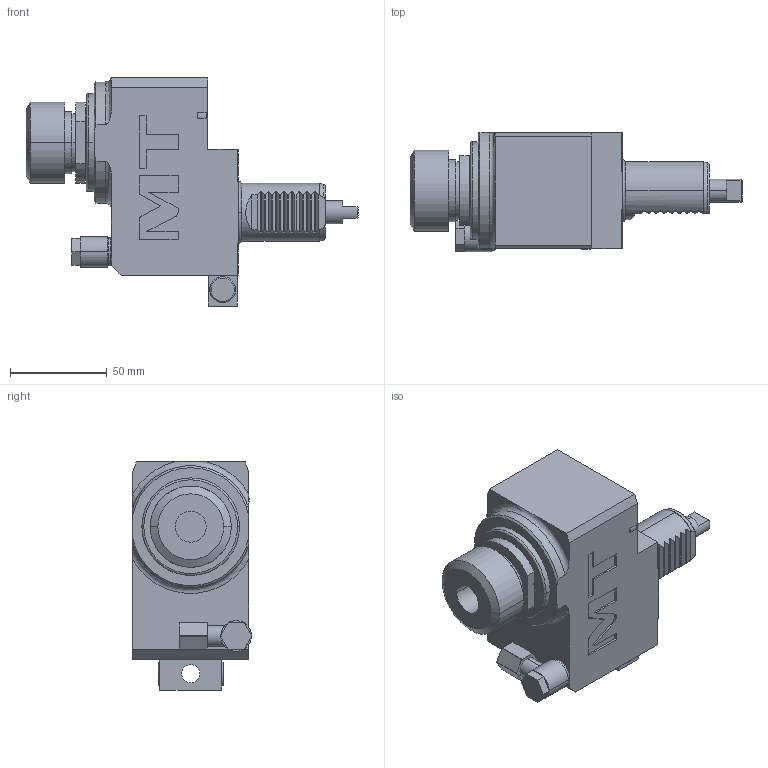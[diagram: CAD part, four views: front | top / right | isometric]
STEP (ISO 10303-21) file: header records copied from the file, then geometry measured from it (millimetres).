
FILE_DESCRIPTION((''),'2;1');
FILE_NAME('DUP0271325_CONF','2023-10-11T15:16:41',('gvalli'),('M.T. srl'),'CREO PARAMETRIC BY PTC INC, 2021072','CREO PARAMETRIC BY PTC INC, 2021072','');
FILE_SCHEMA(('CONFIG_CONTROL_DESIGN'));
Length unit declared in the file: millimetre
Products named in the file (1): DUP0271325_CONF
Bounding box: 171.66 x 61.83 x 118 mm (x, y, z)
Volume: 477960.3 mm3; surface area: 52069.5 mm2
Topology: 1 solids, 1 shells, 257 faces, 651 edges, 420 vertices
Faces by surface type: plane 156, cylinder 62, cone 21, torus 14, extrusion 4
Entity records: 8244 total; most frequent: CARTESIAN_POINT 2016, ORIENTED_EDGE 1302, DIRECTION 1252, EDGE_CURVE 651, AXIS2_PLACEMENT_3D 430, VERTEX_POINT 420, VECTOR 392, LINE 388
